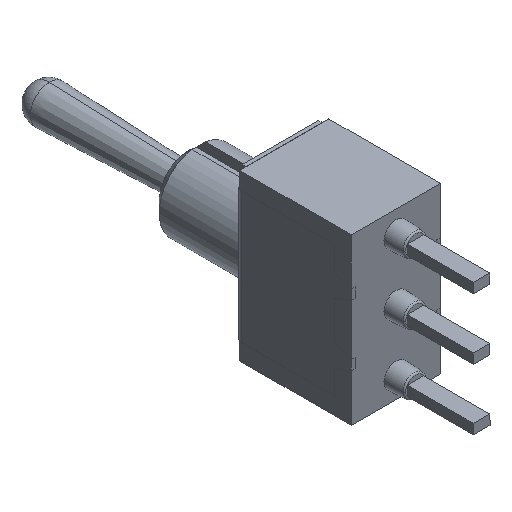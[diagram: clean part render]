
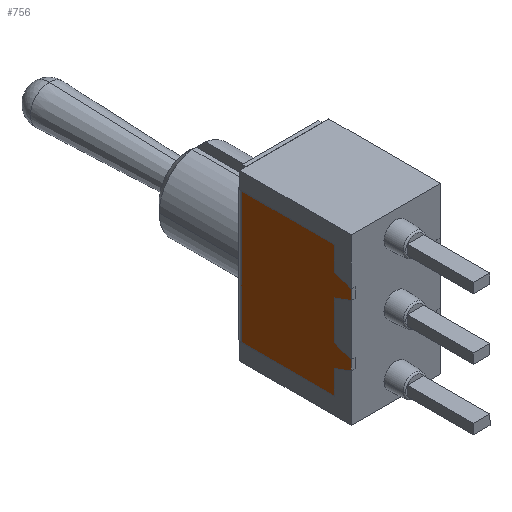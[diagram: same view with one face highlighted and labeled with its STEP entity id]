
A CAD part, isometric view. The second image highlights one B-rep face of the part: STEP entity #756.
In plain terms, the highlighted planar face has unit normal (-1, 0, 0).
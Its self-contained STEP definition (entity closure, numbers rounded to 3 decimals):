
#88 = VERTEX_POINT ( 'NONE', #1071 ) ;
#145 = DIRECTION ( 'NONE',  ( 0., -1., 0. ) ) ;
#177 = DIRECTION ( 'NONE',  ( 0., 0., -1. ) ) ;
#320 = ORIENTED_EDGE ( 'NONE', *, *, #1329, .T. ) ;
#346 = CARTESIAN_POINT ( 'NONE',  ( -3.43, 1.3, -3.203 ) ) ;
#373 = VECTOR ( 'NONE', #1121, 1000. ) ;
#474 = LINE ( 'NONE', #911, #3981 ) ;
#475 = DIRECTION ( 'NONE',  ( 0., 0., -1. ) ) ;
#509 = VECTOR ( 'NONE', #602, 1000. ) ;
#602 = DIRECTION ( 'NONE',  ( 0., 0.94, 0.342 ) ) ;
#648 = ORIENTED_EDGE ( 'NONE', *, *, #1815, .F. ) ;
#692 = DIRECTION ( 'NONE',  ( 0., 0.94, 0.342 ) ) ;
#694 = CARTESIAN_POINT ( 'NONE',  ( -3.43, 1.3, -5.05 ) ) ;
#720 = CARTESIAN_POINT ( 'NONE',  ( -3.43, 1.3, -5.05 ) ) ;
#755 = EDGE_CURVE ( 'NONE', #1649, #1188, #3605, .T. ) ;
#756 = ADVANCED_FACE ( 'NONE', ( #4236 ), #785, .T. ) ;
#768 = CARTESIAN_POINT ( 'NONE',  ( -3.43, 1.3, 5.05 ) ) ;
#785 = PLANE ( 'NONE',  #1396 ) ;
#801 = DIRECTION ( 'NONE',  ( -1., 0., 0. ) ) ;
#879 = LINE ( 'NONE', #3062, #2256 ) ;
#894 = VECTOR ( 'NONE', #475, 1000. ) ;
#907 = ORIENTED_EDGE ( 'NONE', *, *, #1660, .F. ) ;
#909 = CARTESIAN_POINT ( 'NONE',  ( -3.43, 8.59, -5.05 ) ) ;
#911 = CARTESIAN_POINT ( 'NONE',  ( -3.43, 8.49, 0. ) ) ;
#932 = EDGE_CURVE ( 'NONE', #2658, #88, #1704, .T. ) ;
#972 = CARTESIAN_POINT ( 'NONE',  ( -3.43, 0., 2.73 ) ) ;
#1024 = CARTESIAN_POINT ( 'NONE',  ( -3.43, 8.49, -5.05 ) ) ;
#1039 = VECTOR ( 'NONE', #2597, 1000. ) ;
#1064 = CARTESIAN_POINT ( 'NONE',  ( -3.43, 8.49, 5.05 ) ) ;
#1067 = EDGE_CURVE ( 'NONE', #1380, #2027, #2816, .T. ) ;
#1071 = CARTESIAN_POINT ( 'NONE',  ( -3.43, 1.3, -1.497 ) ) ;
#1121 = DIRECTION ( 'NONE',  ( 0., -0.94, 0.342 ) ) ;
#1142 = LINE ( 'NONE', #2587, #1405 ) ;
#1188 = VERTEX_POINT ( 'NONE', #2379 ) ;
#1206 = VERTEX_POINT ( 'NONE', #1024 ) ;
#1213 = ORIENTED_EDGE ( 'NONE', *, *, #932, .T. ) ;
#1249 = VECTOR ( 'NONE', #2087, 1000. ) ;
#1269 = CARTESIAN_POINT ( 'NONE',  ( -3.43, 1.3, 3.203 ) ) ;
#1276 = CARTESIAN_POINT ( 'NONE',  ( -3.43, 1.3, -1.497 ) ) ;
#1278 = CARTESIAN_POINT ( 'NONE',  ( -3.43, 1.3, -5.05 ) ) ;
#1329 = EDGE_CURVE ( 'NONE', #2672, #1506, #1910, .T. ) ;
#1380 = VERTEX_POINT ( 'NONE', #1906 ) ;
#1396 = AXIS2_PLACEMENT_3D ( 'NONE', #3101, #801, #145 ) ;
#1405 = VECTOR ( 'NONE', #2282, 1000. ) ;
#1480 = EDGE_CURVE ( 'NONE', #1819, #88, #1912, .T. ) ;
#1491 = EDGE_CURVE ( 'NONE', #1519, #1380, #1142, .T. ) ;
#1506 = VERTEX_POINT ( 'NONE', #2942 ) ;
#1519 = VERTEX_POINT ( 'NONE', #1635 ) ;
#1618 = VERTEX_POINT ( 'NONE', #720 ) ;
#1635 = CARTESIAN_POINT ( 'NONE',  ( -3.43, 0., 1.97 ) ) ;
#1649 = VERTEX_POINT ( 'NONE', #1064 ) ;
#1660 = EDGE_CURVE ( 'NONE', #1188, #2027, #3762, .T. ) ;
#1692 = LINE ( 'NONE', #909, #2000 ) ;
#1704 = LINE ( 'NONE', #1276, #509 ) ;
#1710 = VECTOR ( 'NONE', #177, 1000. ) ;
#1815 = EDGE_CURVE ( 'NONE', #2672, #1618, #2933, .T. ) ;
#1819 = VERTEX_POINT ( 'NONE', #3103 ) ;
#1820 = EDGE_CURVE ( 'NONE', #1819, #1519, #1869, .T. ) ;
#1845 = CARTESIAN_POINT ( 'NONE',  ( -3.43, 1.3, -3.203 ) ) ;
#1869 = LINE ( 'NONE', #2795, #373 ) ;
#1883 = DIRECTION ( 'NONE',  ( 0., 1., 0. ) ) ;
#1906 = CARTESIAN_POINT ( 'NONE',  ( -3.43, 0., 2.73 ) ) ;
#1910 = LINE ( 'NONE', #1845, #3282 ) ;
#1912 = LINE ( 'NONE', #1278, #1039 ) ;
#1953 = VECTOR ( 'NONE', #692, 1000. ) ;
#2000 = VECTOR ( 'NONE', #1883, 1000. ) ;
#2027 = VERTEX_POINT ( 'NONE', #1269 ) ;
#2052 = EDGE_CURVE ( 'NONE', #1649, #1206, #474, .T. ) ;
#2087 = DIRECTION ( 'NONE',  ( 0., -1., 0. ) ) ;
#2118 = CARTESIAN_POINT ( 'NONE',  ( -3.43, 1.3, -5.05 ) ) ;
#2119 = EDGE_LOOP ( 'NONE', ( #2374, #2989, #3780, #648, #320, #2463, #1213, #2321, #3098, #3769, #3928, #907 ) ) ;
#2256 = VECTOR ( 'NONE', #2392, 1000. ) ;
#2282 = DIRECTION ( 'NONE',  ( 0., 0., 1. ) ) ;
#2321 = ORIENTED_EDGE ( 'NONE', *, *, #1480, .F. ) ;
#2374 = ORIENTED_EDGE ( 'NONE', *, *, #755, .F. ) ;
#2379 = CARTESIAN_POINT ( 'NONE',  ( -3.43, 1.3, 5.05 ) ) ;
#2392 = DIRECTION ( 'NONE',  ( 0., 0., 1. ) ) ;
#2463 = ORIENTED_EDGE ( 'NONE', *, *, #2910, .T. ) ;
#2511 = DIRECTION ( 'NONE',  ( 0., -0.94, 0.342 ) ) ;
#2587 = CARTESIAN_POINT ( 'NONE',  ( -3.43, 0., 2.73 ) ) ;
#2597 = DIRECTION ( 'NONE',  ( 0., 0., -1. ) ) ;
#2658 = VERTEX_POINT ( 'NONE', #3937 ) ;
#2668 = DIRECTION ( 'NONE',  ( 0., 0., -1. ) ) ;
#2672 = VERTEX_POINT ( 'NONE', #346 ) ;
#2795 = CARTESIAN_POINT ( 'NONE',  ( -3.43, 0., 1.97 ) ) ;
#2816 = LINE ( 'NONE', #972, #1953 ) ;
#2910 = EDGE_CURVE ( 'NONE', #1506, #2658, #879, .T. ) ;
#2933 = LINE ( 'NONE', #2118, #1710 ) ;
#2942 = CARTESIAN_POINT ( 'NONE',  ( -3.43, 0., -2.73 ) ) ;
#2989 = ORIENTED_EDGE ( 'NONE', *, *, #2052, .T. ) ;
#3062 = CARTESIAN_POINT ( 'NONE',  ( -3.43, 0., -1.97 ) ) ;
#3098 = ORIENTED_EDGE ( 'NONE', *, *, #1820, .T. ) ;
#3101 = CARTESIAN_POINT ( 'NONE',  ( -3.43, 0., 0. ) ) ;
#3103 = CARTESIAN_POINT ( 'NONE',  ( -3.43, 1.3, 1.497 ) ) ;
#3159 = EDGE_CURVE ( 'NONE', #1618, #1206, #1692, .T. ) ;
#3282 = VECTOR ( 'NONE', #2511, 1000. ) ;
#3605 = LINE ( 'NONE', #768, #1249 ) ;
#3762 = LINE ( 'NONE', #694, #894 ) ;
#3769 = ORIENTED_EDGE ( 'NONE', *, *, #1491, .T. ) ;
#3780 = ORIENTED_EDGE ( 'NONE', *, *, #3159, .F. ) ;
#3928 = ORIENTED_EDGE ( 'NONE', *, *, #1067, .T. ) ;
#3937 = CARTESIAN_POINT ( 'NONE',  ( -3.43, 0., -1.97 ) ) ;
#3981 = VECTOR ( 'NONE', #2668, 1000. ) ;
#4236 = FACE_OUTER_BOUND ( 'NONE', #2119, .T. ) ;
